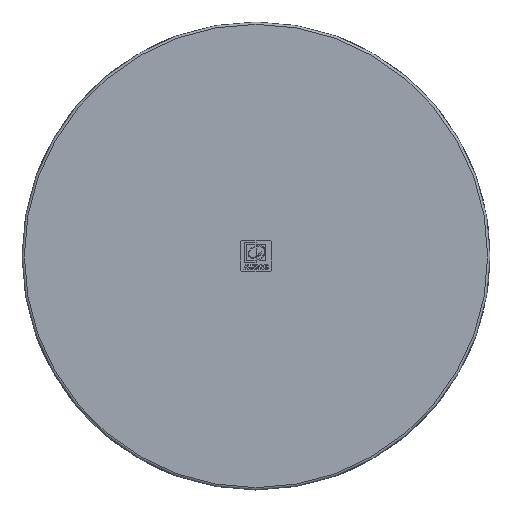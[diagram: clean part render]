
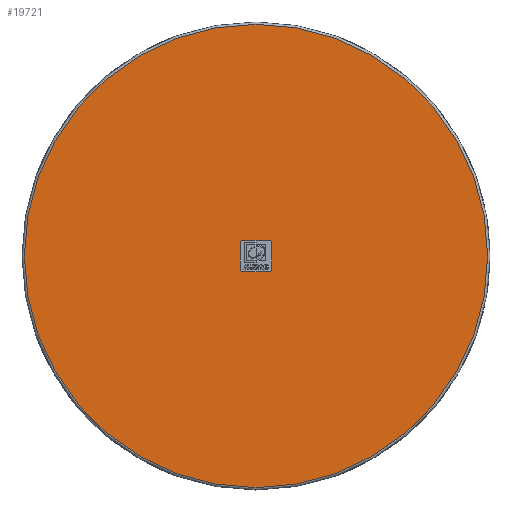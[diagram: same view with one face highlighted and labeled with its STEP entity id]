
A CAD part, top view. The second image highlights one B-rep face of the part: STEP entity #19721.
In plain terms, the highlighted planar face has unit normal (0, 0, 1).
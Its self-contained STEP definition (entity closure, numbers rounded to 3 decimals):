
#70=FACE_BOUND('',#3140,.T.);
#1323=PLANE('',#21106);
#2071=FACE_OUTER_BOUND('',#3139,.T.);
#3139=EDGE_LOOP('',(#14620));
#3140=EDGE_LOOP('',(#14621,#14622,#14623,#14624,#14625,#14626,#14627,#14628));
#4115=LINE('',#34250,#5600);
#4120=LINE('',#34264,#5605);
#4296=LINE('',#35794,#5781);
#4297=LINE('',#35796,#5782);
#5600=VECTOR('',#23286,10.);
#5605=VECTOR('',#23301,10.);
#5781=VECTOR('',#23641,10.);
#5782=VECTOR('',#23644,10.);
#7026=CIRCLE('',#20819,1.);
#7030=CIRCLE('',#20834,1.);
#7031=CIRCLE('',#20836,1.);
#7032=CIRCLE('',#20839,1.);
#7117=CIRCLE('',#21104,88.8);
#7896=VERTEX_POINT('',#33556);
#7897=VERTEX_POINT('',#33558);
#7999=VERTEX_POINT('',#34249);
#8000=VERTEX_POINT('',#34253);
#8001=VERTEX_POINT('',#34257);
#8002=VERTEX_POINT('',#34259);
#8003=VERTEX_POINT('',#34263);
#8004=VERTEX_POINT('',#34267);
#8322=VERTEX_POINT('',#36673);
#9993=EDGE_CURVE('',#7897,#7896,#7026,.T.);
#10097=EDGE_CURVE('',#7999,#7897,#4115,.T.);
#10099=EDGE_CURVE('',#8000,#7999,#7030,.T.);
#10102=EDGE_CURVE('',#8002,#8001,#7031,.T.);
#10104=EDGE_CURVE('',#8003,#8002,#4120,.T.);
#10106=EDGE_CURVE('',#8004,#8003,#7032,.T.);
#10337=EDGE_CURVE('',#7896,#8004,#4296,.T.);
#10338=EDGE_CURVE('',#8001,#8000,#4297,.T.);
#10632=EDGE_CURVE('',#8322,#8322,#7117,.T.);
#14620=ORIENTED_EDGE('',*,*,#10632,.F.);
#14621=ORIENTED_EDGE('',*,*,#10102,.T.);
#14622=ORIENTED_EDGE('',*,*,#10338,.T.);
#14623=ORIENTED_EDGE('',*,*,#10099,.T.);
#14624=ORIENTED_EDGE('',*,*,#10097,.T.);
#14625=ORIENTED_EDGE('',*,*,#9993,.T.);
#14626=ORIENTED_EDGE('',*,*,#10337,.T.);
#14627=ORIENTED_EDGE('',*,*,#10106,.T.);
#14628=ORIENTED_EDGE('',*,*,#10104,.T.);
#19721=ADVANCED_FACE('',(#2071,#70),#1323,.T.);
#20819=AXIS2_PLACEMENT_3D('',#33559,#23206,#23207);
#20834=AXIS2_PLACEMENT_3D('',#34254,#23290,#23291);
#20836=AXIS2_PLACEMENT_3D('',#34260,#23296,#23297);
#20839=AXIS2_PLACEMENT_3D('',#34268,#23305,#23306);
#21104=AXIS2_PLACEMENT_3D('',#36674,#24188,#24189);
#21106=AXIS2_PLACEMENT_3D('',#36676,#24192,#24193);
#23206=DIRECTION('center_axis',(0.,0.,-1.));
#23207=DIRECTION('ref_axis',(-0.707,-0.707,0.));
#23286=DIRECTION('',(-1.,0.,0.));
#23290=DIRECTION('center_axis',(0.,0.,-1.));
#23291=DIRECTION('ref_axis',(0.707,-0.707,0.));
#23296=DIRECTION('center_axis',(0.,0.,-1.));
#23297=DIRECTION('ref_axis',(0.707,0.707,0.));
#23301=DIRECTION('',(1.,0.,0.));
#23305=DIRECTION('center_axis',(0.,0.,-1.));
#23306=DIRECTION('ref_axis',(-0.707,0.707,0.));
#23641=DIRECTION('',(0.,1.,0.));
#23644=DIRECTION('',(0.,-1.,0.));
#24188=DIRECTION('center_axis',(0.,0.,-1.));
#24189=DIRECTION('ref_axis',(-1.,0.,0.));
#24192=DIRECTION('center_axis',(0.,0.,1.));
#24193=DIRECTION('ref_axis',(1.,0.,0.));
#33556=CARTESIAN_POINT('',(-6.,-5.,3.1));
#33558=CARTESIAN_POINT('',(-5.,-6.,3.1));
#33559=CARTESIAN_POINT('Origin',(-5.,-5.,3.1));
#34249=CARTESIAN_POINT('',(5.,-6.,3.1));
#34250=CARTESIAN_POINT('',(-3.,-6.,3.1));
#34253=CARTESIAN_POINT('',(6.,-5.,3.1));
#34254=CARTESIAN_POINT('Origin',(5.,-5.,3.1));
#34257=CARTESIAN_POINT('',(6.,5.,3.1));
#34259=CARTESIAN_POINT('',(5.,6.,3.1));
#34260=CARTESIAN_POINT('Origin',(5.,5.,3.1));
#34263=CARTESIAN_POINT('',(-5.,6.,3.1));
#34264=CARTESIAN_POINT('',(3.,6.,3.1));
#34267=CARTESIAN_POINT('',(-6.,5.,3.1));
#34268=CARTESIAN_POINT('Origin',(-5.,5.,3.1));
#35794=CARTESIAN_POINT('',(-6.,3.,3.1));
#35796=CARTESIAN_POINT('',(6.,-3.,3.1));
#36673=CARTESIAN_POINT('',(-88.8,0.,3.1));
#36674=CARTESIAN_POINT('Origin',(0.,0.,3.1));
#36676=CARTESIAN_POINT('Origin',(0.,0.,
3.1));
